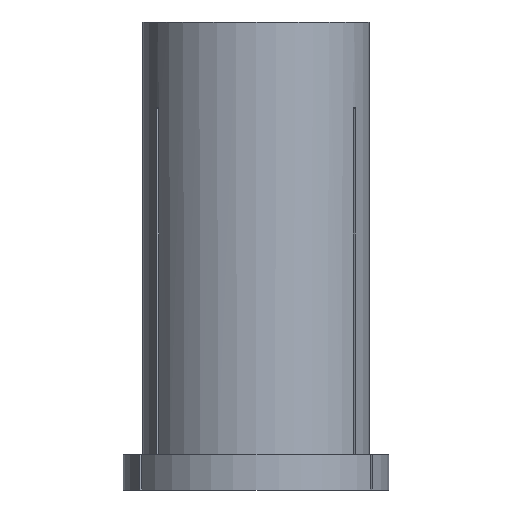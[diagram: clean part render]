
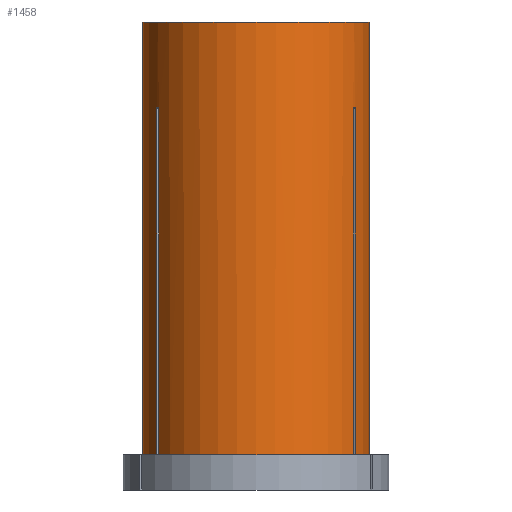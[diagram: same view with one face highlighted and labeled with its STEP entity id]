
A CAD part, front view. The second image highlights one B-rep face of the part: STEP entity #1458.
In plain terms, the highlighted cylindrical face has radius 16 mm (diameter 32 mm), a partial arc.
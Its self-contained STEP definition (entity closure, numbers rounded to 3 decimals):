
#4 = VECTOR ( 'NONE', #1023, 1000. ) ;
#10 = CARTESIAN_POINT ( 'NONE',  ( -14.004, -7.739, -61. ) ) ;
#13 = EDGE_CURVE ( 'NONE', #1101, #808, #726, .T. ) ;
#17 = EDGE_CURVE ( 'NONE', #808, #135, #898, .T. ) ;
#58 = CARTESIAN_POINT ( 'NONE',  ( 14.004, -7.739, -12.085 ) ) ;
#62 = ORIENTED_EDGE ( 'NONE', *, *, #1080, .T. ) ;
#76 = AXIS2_PLACEMENT_3D ( 'NONE', #193, #354, #1410 ) ;
#94 = ORIENTED_EDGE ( 'NONE', *, *, #236, .T. ) ;
#107 = ORIENTED_EDGE ( 'NONE', *, *, #572, .T. ) ;
#110 = ORIENTED_EDGE ( 'NONE', *, *, #17, .F. ) ;
#112 = DIRECTION ( 'NONE',  ( 0., 0., 1. ) ) ;
#119 = CYLINDRICAL_SURFACE ( 'NONE', #512, 16. ) ;
#135 = VERTEX_POINT ( 'NONE', #835 ) ;
#140 = ORIENTED_EDGE ( 'NONE', *, *, #13, .F. ) ;
#172 = CARTESIAN_POINT ( 'NONE',  ( 14.004, -7.739, 0. ) ) ;
#193 = CARTESIAN_POINT ( 'NONE',  ( 0., 0., -61. ) ) ;
#199 = DIRECTION ( 'NONE',  ( 1., 0., 0. ) ) ;
#207 = VECTOR ( 'NONE', #911, 1000. ) ;
#219 = EDGE_CURVE ( 'NONE', #309, #339, #539, .T. ) ;
#236 = EDGE_CURVE ( 'NONE', #1101, #937, #1140, .T. ) ;
#309 = VERTEX_POINT ( 'NONE', #318 ) ;
#311 = CARTESIAN_POINT ( 'NONE',  ( -13.956, -7.826, -12.084 ) ) ;
#318 = CARTESIAN_POINT ( 'NONE',  ( 13.704, -8.258, -61. ) ) ;
#325 = EDGE_CURVE ( 'NONE', #952, #309, #336, .T. ) ;
#336 = CIRCLE ( 'NONE', #480, 16. ) ;
#339 = VERTEX_POINT ( 'NONE', #1135 ) ;
#354 = DIRECTION ( 'NONE',  ( 0., 0., 1. ) ) ;
#379 = ORIENTED_EDGE ( 'NONE', *, *, #601, .F. ) ;
#384 = ORIENTED_EDGE ( 'NONE', *, *, #219, .T. ) ;
#404 = ORIENTED_EDGE ( 'NONE', *, *, #325, .T. ) ;
#409 = ORIENTED_EDGE ( 'NONE', *, *, #1393, .T. ) ;
#431 = DIRECTION ( 'NONE',  ( 0., 0., 1. ) ) ;
#442 = VERTEX_POINT ( 'NONE', #1149 ) ;
#445 = CARTESIAN_POINT ( 'NONE',  ( -13.806, -8.087, -12.083 ) ) ;
#452 = CARTESIAN_POINT ( 'NONE',  ( 0., 0., -61. ) ) ;
#469 = CARTESIAN_POINT ( 'NONE',  ( -14.004, -7.739, -12.085 ) ) ;
#480 = AXIS2_PLACEMENT_3D ( 'NONE', #452, #431, #199 ) ;
#507 = CARTESIAN_POINT ( 'NONE',  ( -13.704, -8.258, -61. ) ) ;
#512 = AXIS2_PLACEMENT_3D ( 'NONE', #944, #962, #1300 ) ;
#539 = LINE ( 'NONE', #1361, #4 ) ;
#564 = LINE ( 'NONE', #820, #207 ) ;
#566 = CARTESIAN_POINT ( 'NONE',  ( 14.004, -7.739, -12.085 ) ) ;
#572 = EDGE_CURVE ( 'NONE', #442, #135, #953, .T. ) ;
#573 = DIRECTION ( 'NONE',  ( 0., 0., 1. ) ) ;
#590 = AXIS2_PLACEMENT_3D ( 'NONE', #1452, #662, #1290 ) ;
#601 = EDGE_CURVE ( 'NONE', #952, #915, #564, .T. ) ;
#610 = ORIENTED_EDGE ( 'NONE', *, *, #1511, .T. ) ;
#621 = EDGE_CURVE ( 'NONE', #763, #834, #740, .T. ) ;
#641 = VECTOR ( 'NONE', #1527, 1000. ) ;
#645 = CARTESIAN_POINT ( 'NONE',  ( 14.004, -7.739, -61. ) ) ;
#662 = DIRECTION ( 'NONE',  ( 0., 0., 1. ) ) ;
#674 = CARTESIAN_POINT ( 'NONE',  ( -16., 0., 0. ) ) ;
#698 = AXIS2_PLACEMENT_3D ( 'NONE', #923, #1012, #848 ) ;
#709 = VECTOR ( 'NONE', #957, 1000. ) ;
#726 = LINE ( 'NONE', #1327, #868 ) ;
#740 = LINE ( 'NONE', #172, #709 ) ;
#763 = VERTEX_POINT ( 'NONE', #645 ) ;
#765 = FACE_OUTER_BOUND ( 'NONE', #1502, .T. ) ;
#767 = ORIENTED_EDGE ( 'NONE', *, *, #1058, .T. ) ;
#808 = VERTEX_POINT ( 'NONE', #674 ) ;
#820 = CARTESIAN_POINT ( 'NONE',  ( -13.704, -8.258, 0. ) ) ;
#832 = ORIENTED_EDGE ( 'NONE', *, *, #621, .F. ) ;
#834 = VERTEX_POINT ( 'NONE', #566 ) ;
#835 = CARTESIAN_POINT ( 'NONE',  ( 16., 0., 0. ) ) ;
#837 = CARTESIAN_POINT ( 'NONE',  ( 13.704, -8.258, -12.085 ) ) ;
#848 = DIRECTION ( 'NONE',  ( 1., 0., 0. ) ) ;
#868 = VECTOR ( 'NONE', #112, 1000. ) ;
#898 = CIRCLE ( 'NONE', #698, 16. ) ;
#911 = DIRECTION ( 'NONE',  ( 0., 0., 1. ) ) ;
#915 = VERTEX_POINT ( 'NONE', #1287 ) ;
#923 = CARTESIAN_POINT ( 'NONE',  ( 0., 0., 0. ) ) ;
#936 = CARTESIAN_POINT ( 'NONE',  ( 13.857, -8.001, -12.083 ) ) ;
#937 = VERTEX_POINT ( 'NONE', #10 ) ;
#944 = CARTESIAN_POINT ( 'NONE',  ( 0., 0., 0. ) ) ;
#948 = CARTESIAN_POINT ( 'NONE',  ( -14.004, -7.739, -12.085 ) ) ;
#952 = VERTEX_POINT ( 'NONE', #507 ) ;
#953 = LINE ( 'NONE', #1496, #1316 ) ;
#957 = DIRECTION ( 'NONE',  ( 0., 0., 1. ) ) ;
#962 = DIRECTION ( 'NONE',  ( 0., 0., 1. ) ) ;
#1012 = DIRECTION ( 'NONE',  ( 0., 0., 1. ) ) ;
#1023 = DIRECTION ( 'NONE',  ( 0., 0., 1. ) ) ;
#1058 = EDGE_CURVE ( 'NONE', #339, #834, #1251, .T. ) ;
#1080 = EDGE_CURVE ( 'NONE', #937, #1493, #1459, .T. ) ;
#1101 = VERTEX_POINT ( 'NONE', #1500 ) ;
#1135 = CARTESIAN_POINT ( 'NONE',  ( 13.704, -8.258, -12.085 ) ) ;
#1140 = CIRCLE ( 'NONE', #76, 16. ) ;
#1149 = CARTESIAN_POINT ( 'NONE',  ( 16., 0., -61. ) ) ;
#1208 = CARTESIAN_POINT ( 'NONE',  ( -13.755, -8.173, -12.084 ) ) ;
#1221 = CARTESIAN_POINT ( 'NONE',  ( -14.004, -7.739, 0. ) ) ;
#1251 = B_SPLINE_CURVE_WITH_KNOTS ( 'NONE', 3,
 ( #837, #1447, #936, #1473, #58 ),
 .UNSPECIFIED., .F., .F.,
 ( 4, 1, 4 ),
 ( 0.09, 0.09, 0.09 ),
 .UNSPECIFIED. ) ;
#1287 = CARTESIAN_POINT ( 'NONE',  ( -13.704, -8.258, -12.085 ) ) ;
#1290 = DIRECTION ( 'NONE',  ( 1., 0., 0. ) ) ;
#1300 = DIRECTION ( 'NONE',  ( 1., 0., 0. ) ) ;
#1316 = VECTOR ( 'NONE', #573, 1000. ) ;
#1327 = CARTESIAN_POINT ( 'NONE',  ( -16., 0., 0. ) ) ;
#1348 = CARTESIAN_POINT ( 'NONE',  ( -13.906, -7.914, -12.083 ) ) ;
#1361 = CARTESIAN_POINT ( 'NONE',  ( 13.704, -8.258, 0. ) ) ;
#1375 = CARTESIAN_POINT ( 'NONE',  ( -13.704, -8.258, -12.085 ) ) ;
#1393 = EDGE_CURVE ( 'NONE', #1493, #915, #1491, .T. ) ;
#1404 = CIRCLE ( 'NONE', #590, 16. ) ;
#1410 = DIRECTION ( 'NONE',  ( 1., 0., 0. ) ) ;
#1447 = CARTESIAN_POINT ( 'NONE',  ( 13.755, -8.173, -12.084 ) ) ;
#1452 = CARTESIAN_POINT ( 'NONE',  ( 0., 0., -61. ) ) ;
#1458 = ADVANCED_FACE ( 'NONE', ( #765 ), #119, .T. ) ;
#1459 = LINE ( 'NONE', #1221, #641 ) ;
#1473 = CARTESIAN_POINT ( 'NONE',  ( 13.955, -7.827, -12.084 ) ) ;
#1491 = B_SPLINE_CURVE_WITH_KNOTS ( 'NONE', 3,
 ( #948, #311, #1348, #445, #1208, #1375 ),
 .UNSPECIFIED., .F., .F.,
 ( 4, 2, 4 ),
 ( 0.081, 0.082, 0.082 ),
 .UNSPECIFIED. ) ;
#1493 = VERTEX_POINT ( 'NONE', #469 ) ;
#1496 = CARTESIAN_POINT ( 'NONE',  ( 16., 0., 0. ) ) ;
#1500 = CARTESIAN_POINT ( 'NONE',  ( -16., 0., -61. ) ) ;
#1502 = EDGE_LOOP ( 'NONE', ( #140, #94, #62, #409, #379, #404, #384, #767, #832, #610, #107, #110 ) ) ;
#1511 = EDGE_CURVE ( 'NONE', #763, #442, #1404, .T. ) ;
#1527 = DIRECTION ( 'NONE',  ( 0., 0., 1. ) ) ;
